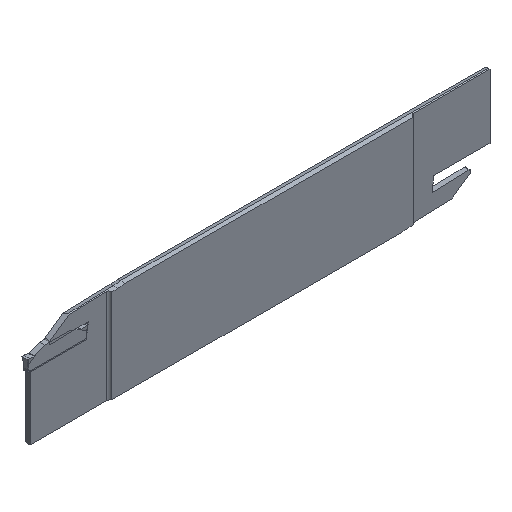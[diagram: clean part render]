
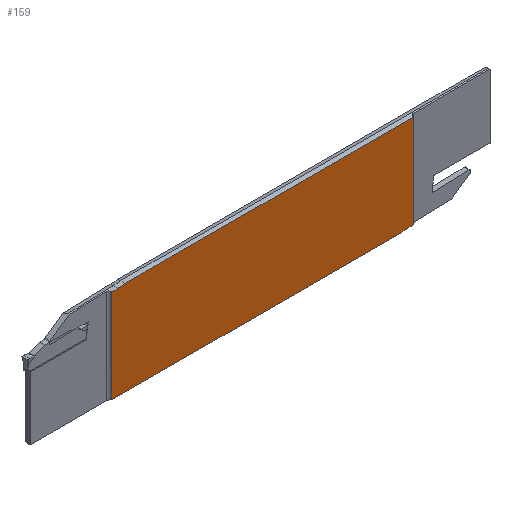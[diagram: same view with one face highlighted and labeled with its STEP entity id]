
A CAD part, isometric view. The second image highlights one B-rep face of the part: STEP entity #159.
In plain terms, the highlighted planar face has unit normal (0, -1, 0).
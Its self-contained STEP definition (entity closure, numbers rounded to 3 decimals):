
#118=CIRCLE('',#1273,25.321);
#119=CIRCLE('',#1274,25.321);
#159=ADVANCED_FACE('',(#261),#207,.T.);
#207=PLANE('',#1275);
#261=FACE_OUTER_BOUND('',#323,.T.);
#323=EDGE_LOOP('',(#551,#552,#553,#554,#555,#556,#557,#558));
#551=ORIENTED_EDGE('',*,*,#904,.T.);
#552=ORIENTED_EDGE('',*,*,#905,.T.);
#553=ORIENTED_EDGE('',*,*,#906,.F.);
#554=ORIENTED_EDGE('',*,*,#900,.T.);
#555=ORIENTED_EDGE('',*,*,#907,.T.);
#556=ORIENTED_EDGE('',*,*,#908,.F.);
#557=ORIENTED_EDGE('',*,*,#909,.F.);
#558=ORIENTED_EDGE('',*,*,#910,.T.);
#761=VERTEX_POINT('',#1859);
#762=VERTEX_POINT('',#1861);
#765=VERTEX_POINT('',#1869);
#766=VERTEX_POINT('',#1870);
#767=VERTEX_POINT('',#1872);
#768=VERTEX_POINT('',#1875);
#769=VERTEX_POINT('',#1877);
#770=VERTEX_POINT('',#1879);
#900=EDGE_CURVE('',#762,#761,#1033,.T.);
#904=EDGE_CURVE('',#765,#766,#1037,.T.);
#905=EDGE_CURVE('',#766,#767,#1038,.T.);
#906=EDGE_CURVE('',#762,#767,#118,.T.);
#907=EDGE_CURVE('',#761,#768,#1039,.T.);
#908=EDGE_CURVE('',#769,#768,#1040,.T.);
#909=EDGE_CURVE('',#770,#769,#119,.T.);
#910=EDGE_CURVE('',#770,#765,#1041,.T.);
#1033=LINE('',#1860,#1157);
#1037=LINE('',#1868,#1161);
#1038=LINE('',#1871,#1162);
#1039=LINE('',#1874,#1163);
#1040=LINE('',#1876,#1164);
#1041=LINE('',#1880,#1165);
#1157=VECTOR('',#1518,1.);
#1161=VECTOR('',#1524,1.);
#1162=VECTOR('',#1525,1.);
#1163=VECTOR('',#1528,1.);
#1164=VECTOR('',#1529,1.);
#1165=VECTOR('',#1532,1.);
#1273=AXIS2_PLACEMENT_3D('',#1873,#1526,#1527);
#1274=AXIS2_PLACEMENT_3D('',#1878,#1530,#1531);
#1275=AXIS2_PLACEMENT_3D('',#1881,#1533,#1534);
#1518=DIRECTION('',(-0.999,0.,-0.035));
#1524=DIRECTION('',(0.,0.,1.));
#1525=DIRECTION('',(-1.,0.,0.));
#1526=DIRECTION('',(0.,-1.,0.));
#1527=DIRECTION('',(0.,0.,-1.));
#1528=DIRECTION('',(0.,0.,-1.));
#1529=DIRECTION('',(-1.,0.,0.));
#1530=DIRECTION('',(0.,-1.,0.));
#1531=DIRECTION('',(0.,0.,1.));
#1532=DIRECTION('',(0.999,0.,0.035));
#1533=DIRECTION('',(0.,-1.,0.));
#1534=DIRECTION('',(0.,0.,-1.));
#1859=CARTESIAN_POINT('',(25.8,0.,6.094));
#1860=CARTESIAN_POINT('',(27.599,0.,6.157));
#1861=CARTESIAN_POINT('',(27.599,0.,6.157));
#1868=CARTESIAN_POINT('',(124.2,0.,14.));
#1869=CARTESIAN_POINT('',(124.2,0.,-24.094));
#1870=CARTESIAN_POINT('',(124.2,0.,6.357));
#1871=CARTESIAN_POINT('',(150.,0.,6.357));
#1872=CARTESIAN_POINT('',(30.02,0.,6.357));
#1873=CARTESIAN_POINT('',(26.727,0.,31.463));
#1874=CARTESIAN_POINT('',(25.8,0.,-32.));
#1875=CARTESIAN_POINT('',(25.8,0.,-24.357));
#1876=CARTESIAN_POINT('',(150.,0.,-24.357));
#1877=CARTESIAN_POINT('',(119.98,0.,-24.357));
#1878=CARTESIAN_POINT('',(123.273,0.,-49.463));
#1879=CARTESIAN_POINT('',(122.401,0.,-24.157));
#1880=CARTESIAN_POINT('',(122.401,0.,-24.157));
#1881=CARTESIAN_POINT('',(150.,0.,-24.357));
